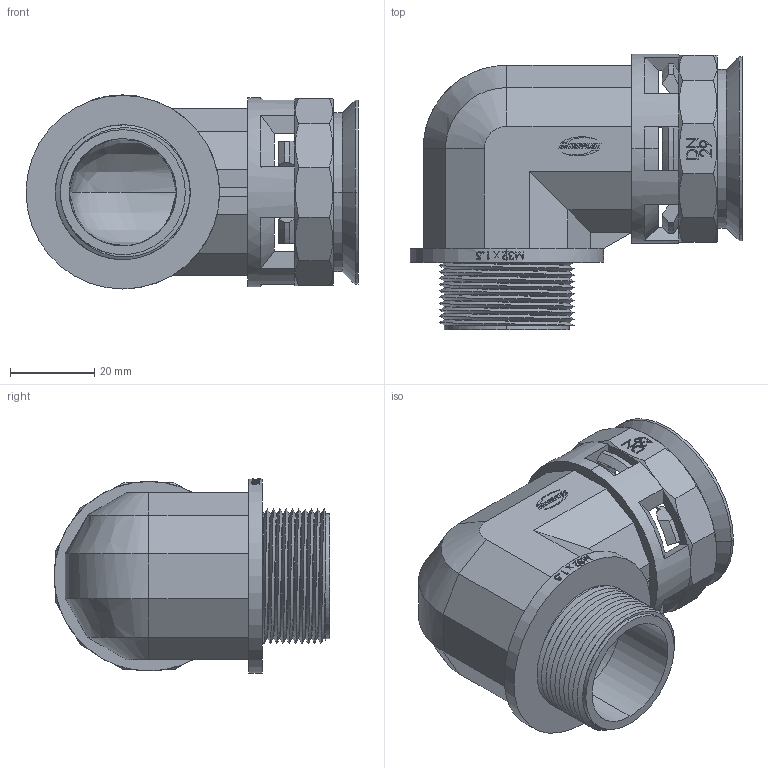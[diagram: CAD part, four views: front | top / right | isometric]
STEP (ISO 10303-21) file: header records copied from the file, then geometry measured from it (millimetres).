
FILE_DESCRIPTION (( 'STEP AP203' ), '1' );
FILE_NAME ('(NEC-29M32-)_I3040_0004_06_0.STEP', '2012-06-19T08:38:26', ( 'Llorenç' ), ( '' ), 'SwSTEP 2.0', 'SolidWorks 2007', '' );
FILE_SCHEMA (( 'CONFIG_CONTROL_DESIGN' ));
Length unit declared in the file: millimetre
Products named in the file (1): (NEC-29M32-)_I3040_0004_06_0
Bounding box: 78.89 x 65.5 x 46.1 mm (x, y, z)
Volume: 53065.5 mm3; surface area: 27960.4 mm2
Topology: 3 solids, 3 shells, 448 faces, 1243 edges, 814 vertices
Faces by surface type: plane 243, bspline 89, cylinder 75, cone 41
Entity records: 21318 total; most frequent: CARTESIAN_POINT 10668, ORIENTED_EDGE 2486, DIRECTION 1765, EDGE_CURVE 1243, VERTEX_POINT 814, VECTOR 647, LINE 647, AXIS2_PLACEMENT_3D 559
